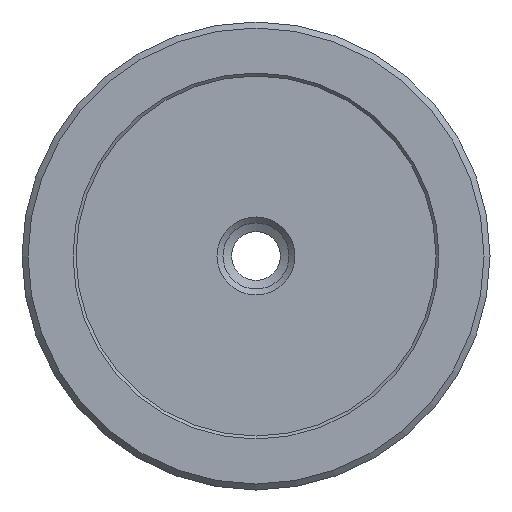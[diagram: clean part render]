
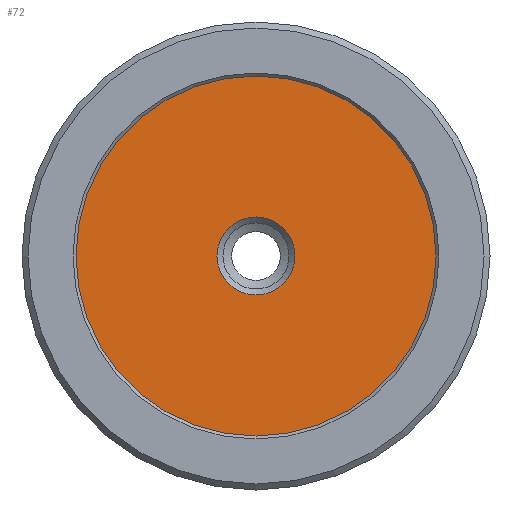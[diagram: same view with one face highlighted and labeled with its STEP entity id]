
A CAD part, front view. The second image highlights one B-rep face of the part: STEP entity #72.
In plain terms, the highlighted planar face has unit normal (0, -1, 0).
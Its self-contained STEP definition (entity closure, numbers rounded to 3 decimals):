
#45=PLANE('',#311);
#72=ADVANCED_FACE('',(#118,#119),#45,.F.);
#118=FACE_BOUND('',#160,.T.);
#119=FACE_BOUND('',#161,.T.);
#160=EDGE_LOOP('',(#202));
#161=EDGE_LOOP('',(#203));
#202=ORIENTED_EDGE('',*,*,#249,.T.);
#203=ORIENTED_EDGE('',*,*,#250,.T.);
#228=VERTEX_POINT('',#457);
#229=VERTEX_POINT('',#459);
#249=EDGE_CURVE('',#228,#228,#270,.T.);
#250=EDGE_CURVE('',#229,#229,#271,.T.);
#270=CIRCLE('',#309,6.5);
#271=CIRCLE('',#310,30.);
#309=AXIS2_PLACEMENT_3D('',#456,#388,#389);
#310=AXIS2_PLACEMENT_3D('',#458,#390,#391);
#311=AXIS2_PLACEMENT_3D('',#460,#392,#393);
#388=DIRECTION('',(0.,1.,0.));
#389=DIRECTION('',(0.,0.,1.));
#390=DIRECTION('',(0.,-1.,0.));
#391=DIRECTION('',(0.,0.,1.));
#392=DIRECTION('',(0.,1.,0.));
#393=DIRECTION('',(0.,0.,1.));
#456=CARTESIAN_POINT('',(0.,3.,0.));
#457=CARTESIAN_POINT('',(0.,3.,6.5));
#458=CARTESIAN_POINT('',(0.,3.,0.));
#459=CARTESIAN_POINT('',(0.,3.,30.));
#460=CARTESIAN_POINT('',(0.,3.,0.));
